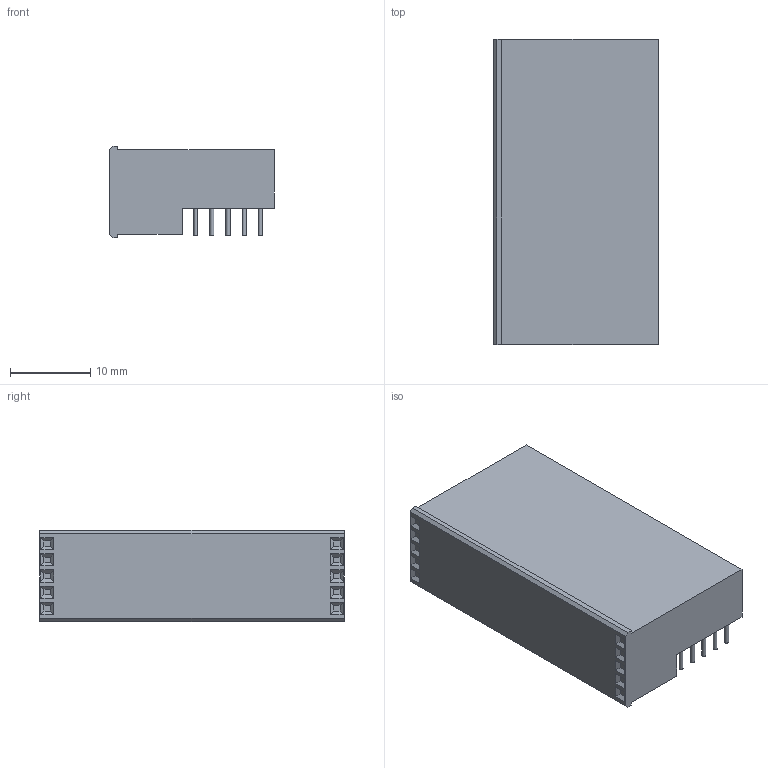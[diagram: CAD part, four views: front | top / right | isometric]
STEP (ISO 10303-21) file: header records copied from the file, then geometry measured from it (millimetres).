
FILE_DESCRIPTION(/* description */ (''),/* implementation_level */ '2;1');
FILE_NAME(/* name */ 'HARTING_17 25 095 2101_a.stp',/* time_stamp */ '2017-09-19T15:07:06+02:00',/* author */ ('jchouvet'),/* organization */ (''),/* preprocessor_version */ 'ST-DEVELOPER v16.1',/* originating_system */ 'AutoCAD Mechanical',/* authorisation */ '');
FILE_SCHEMA (('AUTOMOTIVE_DESIGN { 1 0 10303 214 3 1 1 }'));
Length unit declared in the file: millimetre
Products named in the file (1): Product
Bounding box: 20.45 x 37.9 x 11.35 mm (x, y, z)
Volume: 6762.6 mm3; surface area: 2814.4 mm2
Topology: 11 solids, 11 shells, 94 faces, 186 edges, 124 vertices
Faces by surface type: plane 84, cylinder 10
Full cylindrical faces by diameter (mm): 0.5 x10
Entity records: 2369 total; most frequent: CARTESIAN_POINT 395, DIRECTION 386, ORIENTED_EDGE 352, EDGE_CURVE 176, LINE 156, VECTOR 156, VERTEX_POINT 124, AXIS2_PLACEMENT_3D 115
